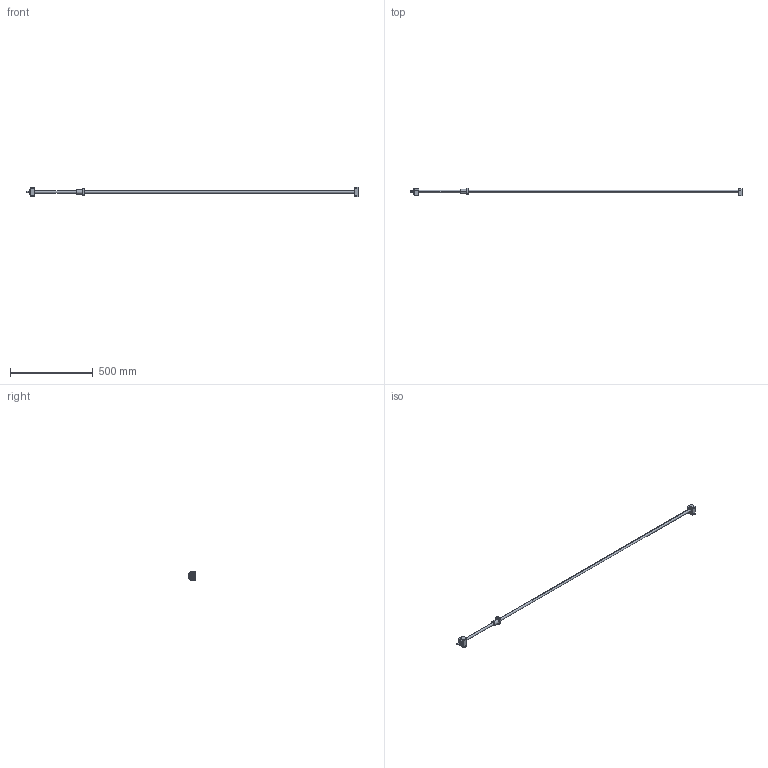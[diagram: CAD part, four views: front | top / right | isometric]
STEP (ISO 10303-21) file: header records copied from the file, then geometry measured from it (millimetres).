
FILE_DESCRIPTION (( 'STEP AP214' ), '1' );
FILE_NAME ('F2RFU1610-2000-BF15BK15ASM.STEP', '2025-11-13T15:53:05', ( '' ), ( '' ), 'SwSTEP 2.0', 'SolidWorks 2023', '' );
FILE_SCHEMA (( 'AUTOMOTIVE_DESIGN' ));
Length unit declared in the file: millimetre
Products named in the file (11): BF12.stp; BF 12 Part1.stp; BK12Yes.stp; BK 12collar.stp; FS1610BKBF-2000; BF12; 16 x 10 Ball Nut; BK 12.stp; BF 12 Part2.stp; F2RFU1610-2000-BF15BK15ASM; BK12Yes
Assembly tree (10 placements, depth 4):
  F2RFU1610-2000-BF15BK15ASM
    FS1610BKBF-2000
    16 x 10 Ball Nut
    BF12
      BF12.stp
        BF 12 Part1.stp
        BF 12 Part2.stp
    BK12Yes
      BK12Yes.stp
        BK 12.stp
        BK 12collar.stp
Bounding box: 2003 x 45 x 60 mm (x, y, z)
Volume: 516004 mm3; surface area: 143000.5 mm2
Topology: 6 solids, 7 shells, 287 faces, 686 edges, 451 vertices
Faces by surface type: plane 133, cylinder 120, cone 24, torus 10
Entity records: 9006 total; most frequent: CARTESIAN_POINT 1747, DIRECTION 1538, ORIENTED_EDGE 1372, EDGE_CURVE 686, AXIS2_PLACEMENT_3D 594, VERTEX_POINT 451, EDGE_LOOP 361, LINE 350
